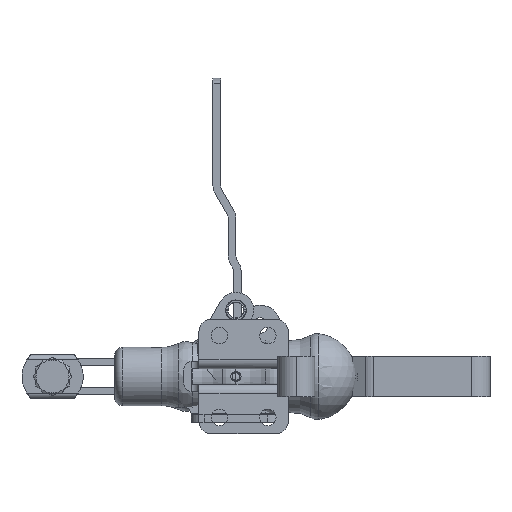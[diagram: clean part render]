
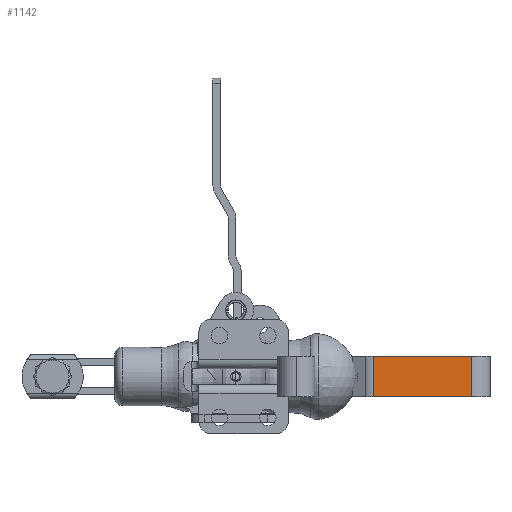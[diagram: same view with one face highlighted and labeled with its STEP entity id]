
A CAD part, front view. The second image highlights one B-rep face of the part: STEP entity #1142.
In plain terms, the highlighted planar face has unit normal (0, -1, 0).
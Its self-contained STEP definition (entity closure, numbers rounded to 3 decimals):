
#1142 = ADVANCED_FACE( '', ( #2723 ), #2724, .F. );
#2723 = FACE_OUTER_BOUND( '', #4857, .T. );
#2724 = PLANE( '', #4858 );
#4857 = EDGE_LOOP( '', ( #7805, #7806, #7807, #7808 ) );
#4858 = AXIS2_PLACEMENT_3D( '', #7809, #7810, #7811 );
#7805 = ORIENTED_EDGE( '', *, *, #11129, .F. );
#7806 = ORIENTED_EDGE( '', *, *, #11130, .T. );
#7807 = ORIENTED_EDGE( '', *, *, #11131, .T. );
#7808 = ORIENTED_EDGE( '', *, *, #11132, .T. );
#7809 = CARTESIAN_POINT( '', ( 99.6, -7.205, 8. ) );
#7810 = DIRECTION( '', ( 0., 1., 0. ) );
#7811 = DIRECTION( '', ( -1., 0., 0. ) );
#11129 = EDGE_CURVE( '', #13161, #13162, #13163, .T. );
#11130 = EDGE_CURVE( '', #13161, #13164, #13165, .T. );
#11131 = EDGE_CURVE( '', #13164, #13166, #13167, .T. );
#11132 = EDGE_CURVE( '', #13166, #13162, #13168, .F. );
#13161 = VERTEX_POINT( '', #15907 );
#13162 = VERTEX_POINT( '', #15908 );
#13163 = LINE( '', #15909, #15910 );
#13164 = VERTEX_POINT( '', #15911 );
#13165 = LINE( '', #15912, #15913 );
#13166 = VERTEX_POINT( '', #15914 );
#13167 = LINE( '', #15915, #15916 );
#13168 = LINE( '', #15917, #15918 );
#15907 = CARTESIAN_POINT( '', ( 53.882, -7.205, 8. ) );
#15908 = CARTESIAN_POINT( '', ( 92.4, -7.205, 8. ) );
#15909 = CARTESIAN_POINT( '', ( 99.6, -7.205, 8. ) );
#15910 = VECTOR( '', #18514, 1000. );
#15911 = CARTESIAN_POINT( '', ( 53.882, -7.205, -8. ) );
#15912 = CARTESIAN_POINT( '', ( 53.882, -7.205, 8. ) );
#15913 = VECTOR( '', #18515, 1000. );
#15914 = CARTESIAN_POINT( '', ( 92.4, -7.205, -8. ) );
#15915 = CARTESIAN_POINT( '', ( 99.6, -7.205, -8. ) );
#15916 = VECTOR( '', #18516, 1000. );
#15917 = CARTESIAN_POINT( '', ( 92.4, -7.205, 8. ) );
#15918 = VECTOR( '', #18517, 1000. );
#18514 = DIRECTION( '', ( 1., 0., 0. ) );
#18515 = DIRECTION( '', ( 0., 0., -1. ) );
#18516 = DIRECTION( '', ( 1., 0., 0. ) );
#18517 = DIRECTION( '', ( 0., 0., -1. ) );
